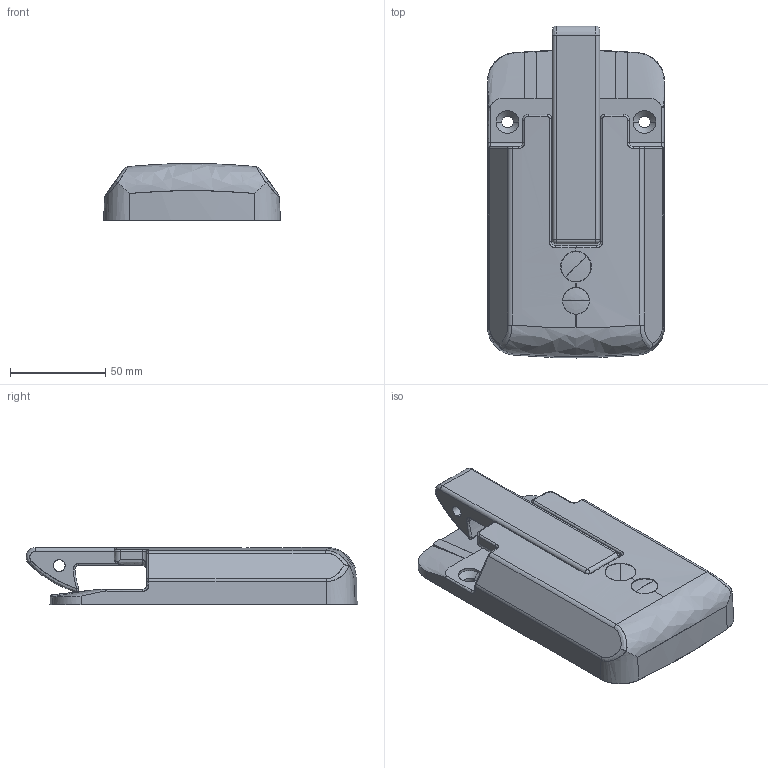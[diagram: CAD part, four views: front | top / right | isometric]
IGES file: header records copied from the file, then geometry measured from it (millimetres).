
Start section: SolidWorks IGES file using analytic representation for surfaces
Global section: file name: FA-812-C-2L-2.IGS; native system: SolidWorks 2018; preprocessor: SolidWorks 2018; author: 1337yo; date: 210413.181129; units: millimetre
Bounding box: 93 x 174.43 x 30.09 mm (x, y, z)
Surface area: 72639.2 mm2 (no closed solid volume)
Topology: 0 solids, 0 shells, 605 faces, 6646 edges, 6634 vertices
Faces by surface type: bspline 338, revolution 267
